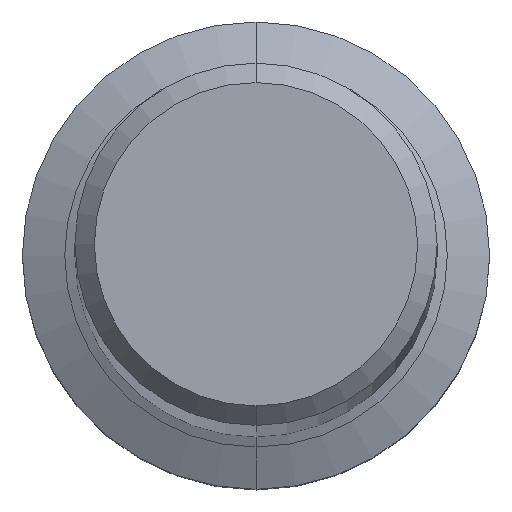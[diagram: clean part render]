
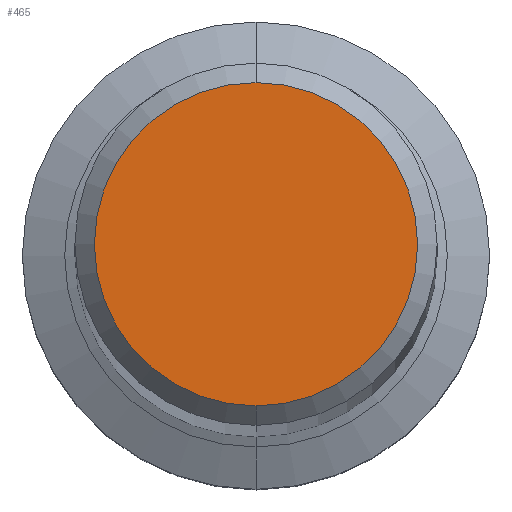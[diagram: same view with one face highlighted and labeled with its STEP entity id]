
A CAD part, top view. The second image highlights one B-rep face of the part: STEP entity #465.
In plain terms, the highlighted planar face has unit normal (0, 0, 1).
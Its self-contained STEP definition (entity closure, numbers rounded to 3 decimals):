
#255=VERTEX_POINT('',#614);
#439=EDGE_CURVE('',#255,#505,#819,.T.);
#465=ADVANCED_FACE('',(#847),#848,.T.);
#493=EDGE_CURVE('',#505,#255,#879,.T.);
#505=VERTEX_POINT('',#892);
#614=CARTESIAN_POINT('',(0.,-4.15,0.0));
#819=CIRCLE('',#1453,4.15);
#847=FACE_OUTER_BOUND('',#1529,.T.);
#848=PLANE('',#1530);
#879=CIRCLE('',#1596,4.15);
#892=CARTESIAN_POINT('',(0.0,4.15,0.0));
#1453=AXIS2_PLACEMENT_3D('',#1945,#1946,#1947);
#1529=EDGE_LOOP('',(#1978,#1979));
#1530=AXIS2_PLACEMENT_3D('',#1980,#1981,#1982);
#1596=AXIS2_PLACEMENT_3D('',#2018,#2019,#2020);
#1945=CARTESIAN_POINT('',(0.0,0.0,0.0));
#1946=DIRECTION('',(0.0,0.0,-1.0));
#1947=DIRECTION('',(0.0,1.0,0.0));
#1978=ORIENTED_EDGE('',*,*,#493,.F.);
#1979=ORIENTED_EDGE('',*,*,#439,.F.);
#1980=CARTESIAN_POINT('',(0.0,2.075,0.0));
#1981=DIRECTION('',(-0.0,0.0,1.0));
#1982=DIRECTION('',(0.0,-1.0,0.0));
#2018=CARTESIAN_POINT('',(0.0,0.0,0.0));
#2019=DIRECTION('',(0.0,0.0,-1.0));
#2020=DIRECTION('',(0.0,1.0,0.0));
